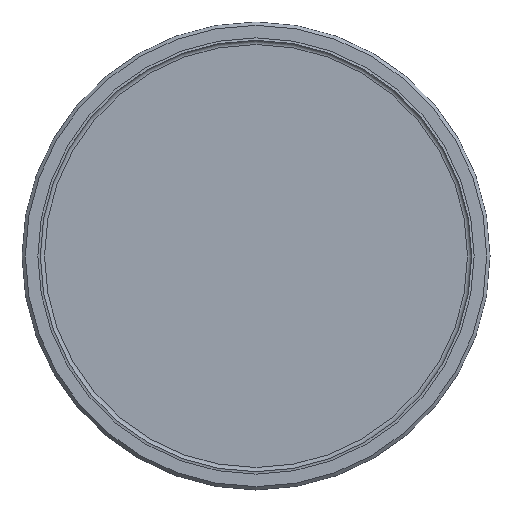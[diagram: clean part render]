
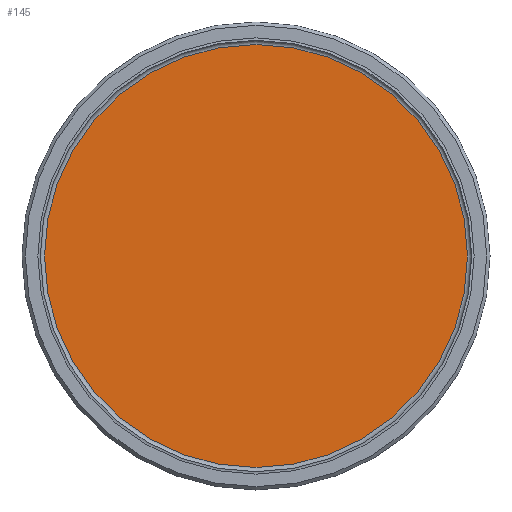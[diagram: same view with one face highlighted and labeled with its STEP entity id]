
A CAD part, front view. The second image highlights one B-rep face of the part: STEP entity #145.
In plain terms, the highlighted planar face has unit normal (0, -1, 0).
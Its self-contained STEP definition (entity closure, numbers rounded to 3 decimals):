
#17=PLANE('',#175);
#30=FACE_OUTER_BOUND('',#40,.T.);
#40=EDGE_LOOP('',(#110));
#49=CIRCLE('',#168,25.307);
#66=VERTEX_POINT('',#255);
#79=EDGE_CURVE('',#66,#66,#49,.T.);
#110=ORIENTED_EDGE('',*,*,#79,.F.);
#145=ADVANCED_FACE('',(#30),#17,.F.);
#168=AXIS2_PLACEMENT_3D('',#256,#198,#199);
#175=AXIS2_PLACEMENT_3D('',#268,#213,#214);
#198=DIRECTION('center_axis',(0.,1.,0.));
#199=DIRECTION('ref_axis',(1.,0.,0.));
#213=DIRECTION('center_axis',(0.,1.,0.));
#214=DIRECTION('ref_axis',(1.,0.,0.));
#255=CARTESIAN_POINT('',(0.,15.6,-25.307));
#256=CARTESIAN_POINT('Origin',(0.,15.6,0.));
#268=CARTESIAN_POINT('Origin',(0.,15.6,0.));
